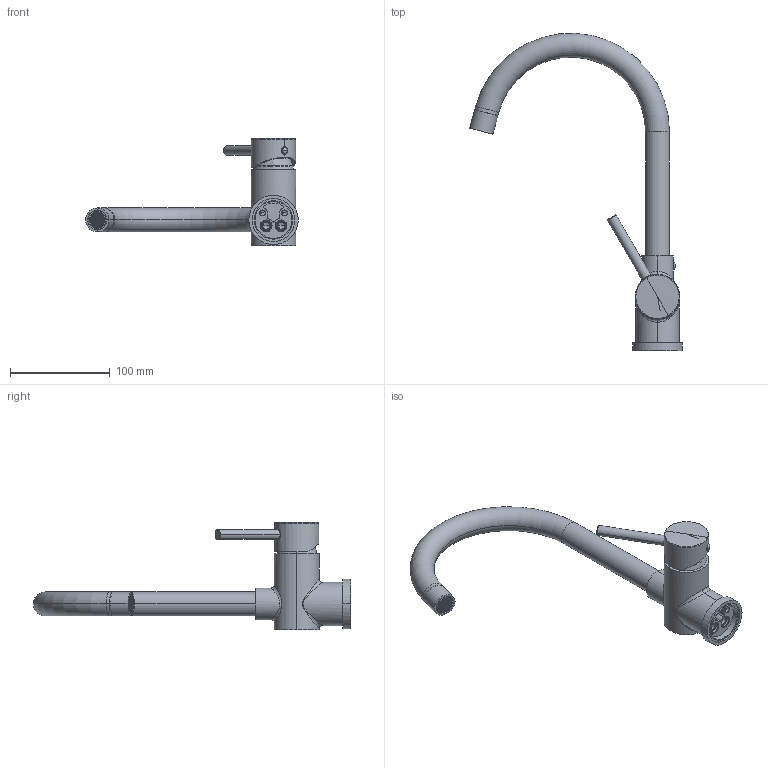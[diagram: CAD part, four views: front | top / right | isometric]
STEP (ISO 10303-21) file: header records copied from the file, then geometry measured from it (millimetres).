
FILE_DESCRIPTION((''),'2;1');
FILE_NAME('SK180CR','2021-06-10T11:00:11',('ut3'),('PAFFONI SpA'),'CREO PARAMETRIC BY PTC INC, 2020044','CREO PARAMETRIC BY PTC INC, 2020044','');
FILE_SCHEMA(('CONFIG_CONTROL_DESIGN','SHAPE_APPEARANCE_LAYERS_GROUPS'));
Length unit declared in the file: millimetre
Products named in the file (1): SK180CR
Bounding box: 213.15 x 318.39 x 108.09 mm (x, y, z)
Volume: 213654 mm3; surface area: 130803.9 mm2
Topology: 3 solids, 3 shells, 2778 faces, 7923 edges, 5128 vertices
Faces by surface type: plane 2072, cylinder 402, torus 128, cone 112, bspline 34, sphere 30
Entity records: 118214 total; most frequent: CARTESIAN_POINT 23909, ORIENTED_EDGE 15786, DIRECTION 15129, EDGE_CURVE 7893, VECTOR 5185, LINE 5185, VERTEX_POINT 5128, AXIS2_PLACEMENT_3D 4972
